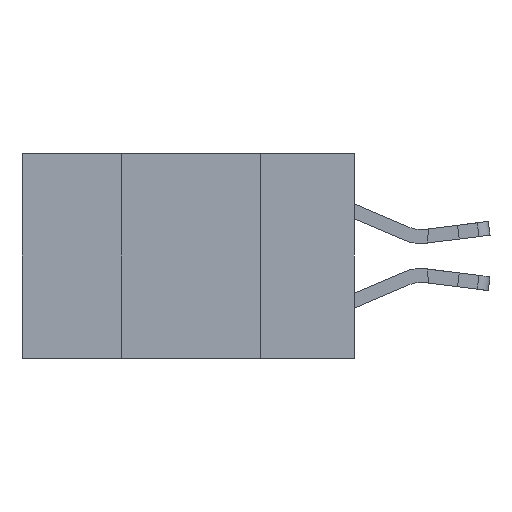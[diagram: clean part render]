
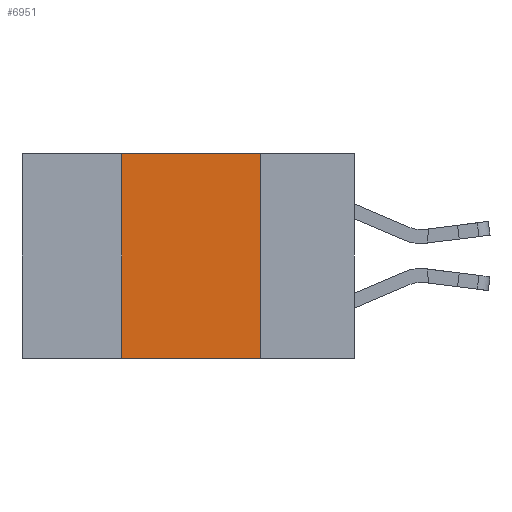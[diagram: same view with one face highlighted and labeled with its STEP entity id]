
A CAD part, left-side view. The second image highlights one B-rep face of the part: STEP entity #6951.
In plain terms, the highlighted planar face has unit normal (-1, 0, 0).
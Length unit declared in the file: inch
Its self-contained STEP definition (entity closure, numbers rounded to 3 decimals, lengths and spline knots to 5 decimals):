
#14 = EDGE_CURVE ( 'NONE', #432, #7368, #5914, .T. ) ;
#345 = CARTESIAN_POINT ( 'NONE',  ( 0., 0.6, 0. ) ) ;
#432 = VERTEX_POINT ( 'NONE', #4655 ) ;
#1065 = VECTOR ( 'NONE', #1626, 39.37008 ) ;
#1129 = LINE ( 'NONE', #4534, #10870 ) ;
#1290 = DIRECTION ( 'NONE',  ( 0., 0., -1. ) ) ;
#1348 = DIRECTION ( 'NONE',  ( 0., -1., 0. ) ) ;
#1472 = LINE ( 'NONE', #8217, #3926 ) ;
#1626 = DIRECTION ( 'NONE',  ( 0., -1., 0. ) ) ;
#1903 = AXIS2_PLACEMENT_3D ( 'NONE', #345, #10448, #1290 ) ;
#2123 = ORIENTED_EDGE ( 'NONE', *, *, #9547, .F. ) ;
#2395 = LINE ( 'NONE', #9957, #5153 ) ;
#3349 = FACE_OUTER_BOUND ( 'NONE', #8130, .T. ) ;
#3926 = VECTOR ( 'NONE', #4843, 39.37008 ) ;
#4152 = CARTESIAN_POINT ( 'NONE',  ( 0., 0.6, 0. ) ) ;
#4534 = CARTESIAN_POINT ( 'NONE',  ( 0., 0.42, -0.37 ) ) ;
#4655 = CARTESIAN_POINT ( 'NONE',  ( 0., 0.42, 0. ) ) ;
#4725 = ORIENTED_EDGE ( 'NONE', *, *, #14, .F. ) ;
#4843 = DIRECTION ( 'NONE',  ( 0., 0., -1. ) ) ;
#5153 = VECTOR ( 'NONE', #1348, 39.37008 ) ;
#5464 = ORIENTED_EDGE ( 'NONE', *, *, #6679, .T. ) ;
#5528 = VERTEX_POINT ( 'NONE', #6958 ) ;
#5914 = LINE ( 'NONE', #4152, #1065 ) ;
#6679 = EDGE_CURVE ( 'NONE', #5528, #9044, #2395, .T. ) ;
#6951 = ADVANCED_FACE ( 'NONE', ( #3349 ), #9677, .F. ) ;
#6958 = CARTESIAN_POINT ( 'NONE',  ( 0., 0.42, -0.37 ) ) ;
#7306 = ORIENTED_EDGE ( 'NONE', *, *, #10515, .F. ) ;
#7368 = VERTEX_POINT ( 'NONE', #8006 ) ;
#7764 = CARTESIAN_POINT ( 'NONE',  ( 0., 0.17, -0.37 ) ) ;
#8006 = CARTESIAN_POINT ( 'NONE',  ( 0., 0.17, 0. ) ) ;
#8130 = EDGE_LOOP ( 'NONE', ( #7306, #4725, #2123, #5464 ) ) ;
#8217 = CARTESIAN_POINT ( 'NONE',  ( 0., 0.17, -0.37 ) ) ;
#8907 = DIRECTION ( 'NONE',  ( 0., 0., 1. ) ) ;
#9044 = VERTEX_POINT ( 'NONE', #7764 ) ;
#9547 = EDGE_CURVE ( 'NONE', #5528, #432, #1129, .T. ) ;
#9677 = PLANE ( 'NONE',  #1903 ) ;
#9957 = CARTESIAN_POINT ( 'NONE',  ( 0., 0.6, -0.37 ) ) ;
#10448 = DIRECTION ( 'NONE',  ( 1., 0., 0. ) ) ;
#10515 = EDGE_CURVE ( 'NONE', #7368, #9044, #1472, .T. ) ;
#10870 = VECTOR ( 'NONE', #8907, 39.37008 ) ;
